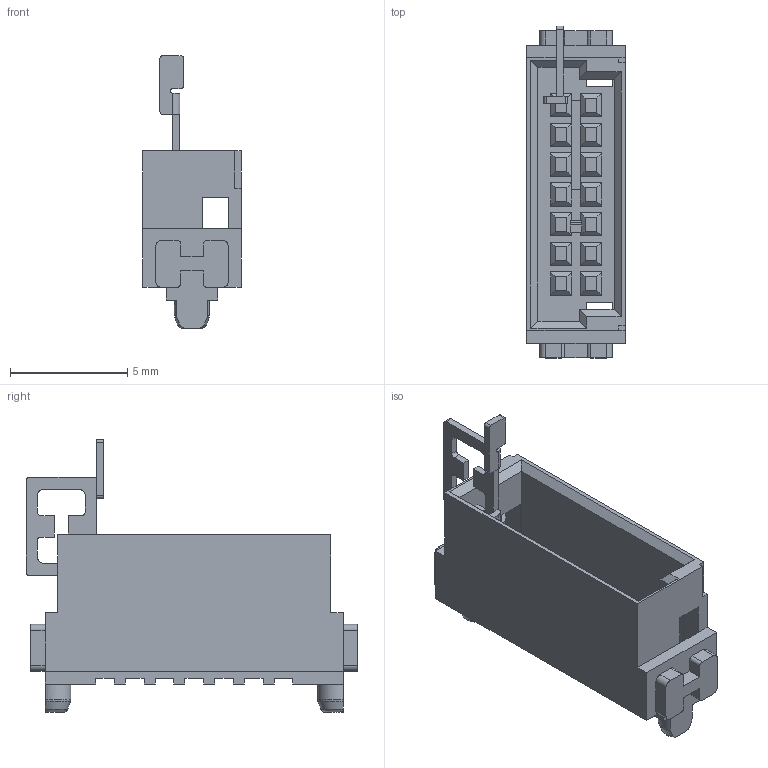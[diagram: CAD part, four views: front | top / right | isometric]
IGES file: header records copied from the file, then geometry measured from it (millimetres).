
Global section: file name: MD_1511014x601xxx.igs; preprocessor: I-DEAS 3D IGES Translator 14; date: 20110622.060827; units: millimetre
Bounding box: 4.2 x 14.16 x 11.64 mm (x, y, z)
Volume: 159.6 mm3; surface area: 710.7 mm2
Topology: 31 solids, 31 shells, 721 faces, 1692 edges, 1040 vertices
Faces by surface type: bspline 721
